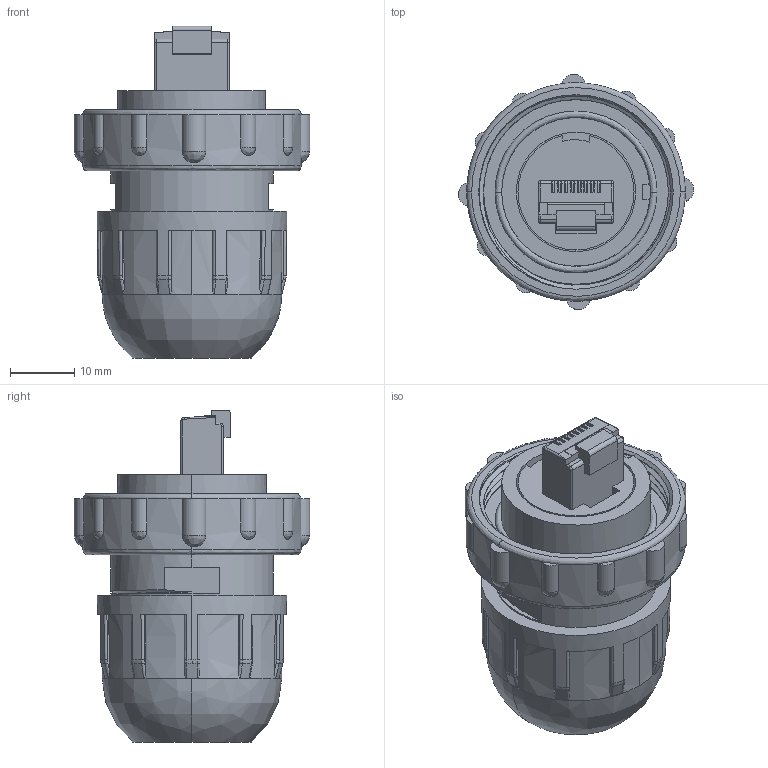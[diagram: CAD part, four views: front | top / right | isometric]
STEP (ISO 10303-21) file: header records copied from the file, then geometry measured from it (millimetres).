
FILE_DESCRIPTION (( 'STEP AP203' ), '1' );
FILE_NAME ('DCC-RJ6ST-310.STEP', '2013-06-14T20:26:52', ( 'J0FPBF1' ), ( '' ), 'SwSTEP 2.0', 'SolidWorks 2012', '' );
FILE_SCHEMA (( 'CONFIG_CONTROL_DESIGN' ));
Length unit declared in the file: inch
Products named in the file (1): DCC-RJ6ST-310
Bounding box: 36.66 x 36.66 x 51.72 mm (x, y, z)
Volume: 24810.6 mm3; surface area: 7949.6 mm2
Topology: 1 solids, 1 shells, 441 faces, 1170 edges, 747 vertices
Faces by surface type: plane 213, cylinder 110, bspline 98, cone 20
Entity records: 16165 total; most frequent: CARTESIAN_POINT 5729, ORIENTED_EDGE 2340, DIRECTION 1976, EDGE_CURVE 1170, VERTEX_POINT 747, AXIS2_PLACEMENT_3D 686, LINE 604, VECTOR 604
